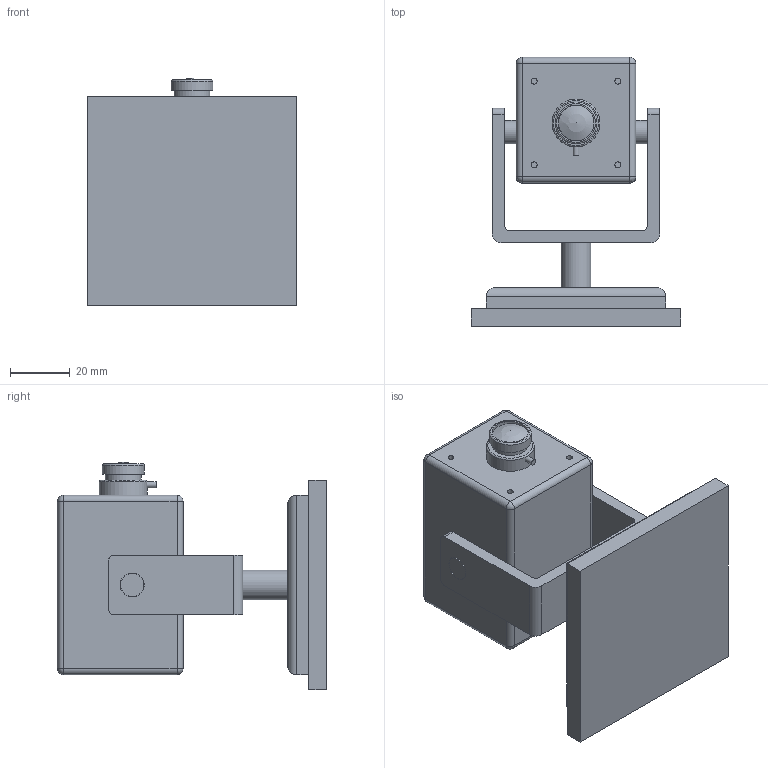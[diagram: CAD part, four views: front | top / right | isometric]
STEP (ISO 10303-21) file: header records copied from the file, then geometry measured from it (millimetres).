
FILE_DESCRIPTION(/* description */ (''),/* implementation_level */ '2;1');
FILE_NAME(/* name */ 'Angel Hack 2.0.step',/* time_stamp */ '2021-02-28T22:30:03+05:00',/* author */ (''),/* organization */ (''),/* preprocessor_version */ 'ST-DEVELOPER v18.1',/* originating_system */ 'Autodesk Translation Framework v9.7.1.1290',/* authorisation */ '');
FILE_SCHEMA (('AUTOMOTIVE_DESIGN { 1 0 10303 214 3 1 1 }'));
Length unit declared in the file: millimetre
Products named in the file (6): Angel Hack 2.0; Component1; Component2; Component3; USBFHD01M Camera v2; Component5
Assembly tree (5 placements, depth 2):
  Angel Hack 2.0
    Component1
    Component2
    Component3
    USBFHD01M Camera v2
    Component5
Bounding box: 70 x 90 x 76 mm (x, y, z)
Volume: 93170.3 mm3; surface area: 49819.9 mm2
Topology: 11 solids, 11 shells, 369 faces, 945 edges, 622 vertices
Faces by surface type: plane 253, cylinder 63, bspline 42, sphere 9, torus 2
Full cylindrical faces by diameter (mm): 2 x11, 7.8 x2, 8 x2, 10 x2, 12 x3, 14 x1, 16 x2
Entity records: 11737 total; most frequent: CARTESIAN_POINT 2660, ORIENTED_EDGE 1888, DIRECTION 1670, EDGE_CURVE 944, LINE 726, VECTOR 726, VERTEX_POINT 622, AXIS2_PLACEMENT_3D 472
